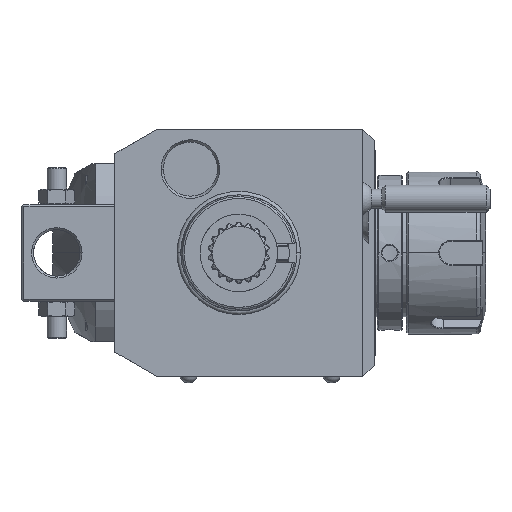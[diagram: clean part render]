
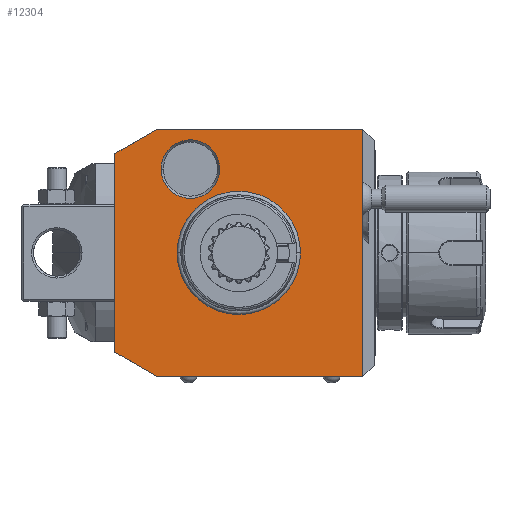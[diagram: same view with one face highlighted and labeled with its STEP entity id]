
A CAD part, front view. The second image highlights one B-rep face of the part: STEP entity #12304.
In plain terms, the highlighted planar face has unit normal (0, -1, 0).
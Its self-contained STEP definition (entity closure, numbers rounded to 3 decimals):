
#1=DIRECTION('',(-0.866,0.,-0.5));
#2=VECTOR('',#1,12.702);
#3=CARTESIAN_POINT('',(-21.,0.,32.));
#4=LINE('',#3,#2);
#5=DIRECTION('',(-1.,0.,0.));
#6=VECTOR('',#5,53.);
#7=CARTESIAN_POINT('',(32.,0.,32.));
#8=LINE('',#7,#6);
#9=DIRECTION('',(0.,0.,1.));
#10=VECTOR('',#9,64.);
#11=CARTESIAN_POINT('',(32.,0.,-32.));
#12=LINE('',#11,#10);
#13=DIRECTION('',(1.,0.,0.));
#14=VECTOR('',#13,53.);
#15=CARTESIAN_POINT('',(-21.,0.,-32.));
#16=LINE('',#15,#14);
#17=DIRECTION('',(0.866,0.,-0.5));
#18=VECTOR('',#17,12.702);
#19=CARTESIAN_POINT('',(-32.,0.,-25.649));
#20=LINE('',#19,#18);
#21=DIRECTION('',(0.,0.,-1.));
#22=VECTOR('',#21,51.298);
#23=CARTESIAN_POINT('',(-32.,0.,25.649));
#24=LINE('',#23,#22);
#25=CARTESIAN_POINT('',(-12.5,0.,21.651));
#26=DIRECTION('',(0.,1.,0.));
#27=DIRECTION('',(1.,0.,0.));
#28=AXIS2_PLACEMENT_3D('',#25,#26,#27);
#30=CARTESIAN_POINT('',(-12.5,0.,21.651));
#31=DIRECTION('',(0.,1.,0.));
#32=DIRECTION('',(-1.,0.,0.));
#33=AXIS2_PLACEMENT_3D('',#30,#31,#32);
#7419=CARTESIAN_POINT('',(0.,0.,0.));
#7420=DIRECTION('',(0.,-1.,0.));
#7421=DIRECTION('',(1.,0.,0.));
#7422=AXIS2_PLACEMENT_3D('',#7419,#7420,#7421);
#7424=CARTESIAN_POINT('',(0.,0.,0.));
#7425=DIRECTION('',(0.,-1.,0.));
#7426=DIRECTION('',(-1.,0.,0.));
#7427=AXIS2_PLACEMENT_3D('',#7424,#7425,#7426);
#11076=CARTESIAN_POINT('',(-4.923,0.,
21.651));
#11077=CARTESIAN_POINT('',(-20.077,0.,
21.651));
#11078=VERTEX_POINT('',#11076);
#11079=VERTEX_POINT('',#11077);
#11917=CARTESIAN_POINT('',(-21.,0.,32.));
#11918=CARTESIAN_POINT('',(-32.,0.,25.649));
#11919=VERTEX_POINT('',#11917);
#11920=VERTEX_POINT('',#11918);
#11921=CARTESIAN_POINT('',(-32.,0.,-25.649));
#11922=VERTEX_POINT('',#11921);
#11923=CARTESIAN_POINT('',(-21.,0.,-32.));
#11924=VERTEX_POINT('',#11923);
#11925=CARTESIAN_POINT('',(32.,0.,-32.));
#11926=VERTEX_POINT('',#11925);
#11927=CARTESIAN_POINT('',(32.,0.,32.));
#11928=VERTEX_POINT('',#11927);
#12125=CARTESIAN_POINT('',(15.783,0.,0.));
#12126=CARTESIAN_POINT('',(-15.783,0.,0.));
#12127=VERTEX_POINT('',#12125);
#12128=VERTEX_POINT('',#12126);
#12273=CARTESIAN_POINT('',(0.,0.,0.));
#12274=DIRECTION('',(0.,-1.,0.));
#12275=DIRECTION('',(-1.,0.,0.));
#12276=AXIS2_PLACEMENT_3D('',#12273,#12274,#12275);
#12277=PLANE('',#12276);
#12279=ORIENTED_EDGE('',*,*,#12278,.F.);
#12281=ORIENTED_EDGE('',*,*,#12280,.F.);
#12283=ORIENTED_EDGE('',*,*,#12282,.F.);
#12285=ORIENTED_EDGE('',*,*,#12284,.F.);
#12287=ORIENTED_EDGE('',*,*,#12286,.F.);
#12289=ORIENTED_EDGE('',*,*,#12288,.F.);
#12290=EDGE_LOOP('',(#12279,#12281,#12283,#12285,#12287,#12289));
#12291=FACE_OUTER_BOUND('',#12290,.F.);
#12293=ORIENTED_EDGE('',*,*,#12292,.T.);
#12295=ORIENTED_EDGE('',*,*,#12294,.T.);
#12296=EDGE_LOOP('',(#12293,#12295));
#12297=FACE_BOUND('',#12296,.F.);
#12299=ORIENTED_EDGE('',*,*,#12298,.F.);
#12301=ORIENTED_EDGE('',*,*,#12300,.F.);
#12302=EDGE_LOOP('',(#12299,#12301));
#12303=FACE_BOUND('',#12302,.F.);
#29=CIRCLE('',#28,7.577);
#34=CIRCLE('',#33,7.577);
#7423=CIRCLE('',#7422,15.783);
#7428=CIRCLE('',#7427,15.783);
#12278=EDGE_CURVE('',#11919,#11920,#4,.T.);
#12280=EDGE_CURVE('',#11928,#11919,#8,.T.);
#12282=EDGE_CURVE('',#11926,#11928,#12,.T.);
#12284=EDGE_CURVE('',#11924,#11926,#16,.T.);
#12286=EDGE_CURVE('',#11922,#11924,#20,.T.);
#12288=EDGE_CURVE('',#11920,#11922,#24,.T.);
#12292=EDGE_CURVE('',#12127,#12128,#7423,.T.);
#12294=EDGE_CURVE('',#12128,#12127,#7428,.T.);
#12298=EDGE_CURVE('',#11078,#11079,#29,.T.);
#12300=EDGE_CURVE('',#11079,#11078,#34,.T.);
#12304=ADVANCED_FACE('',(#12291,#12297,#12303),#12277,.T.);
